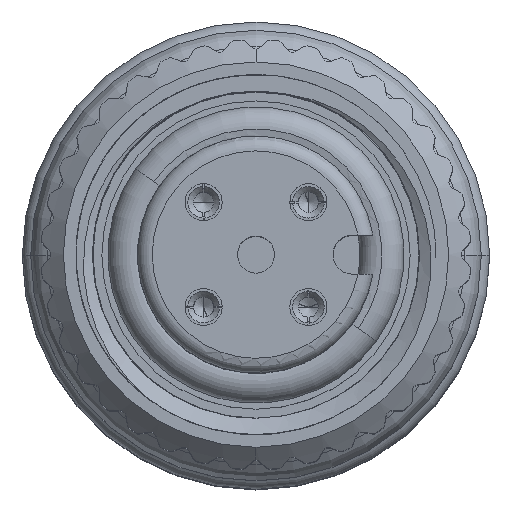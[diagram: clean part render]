
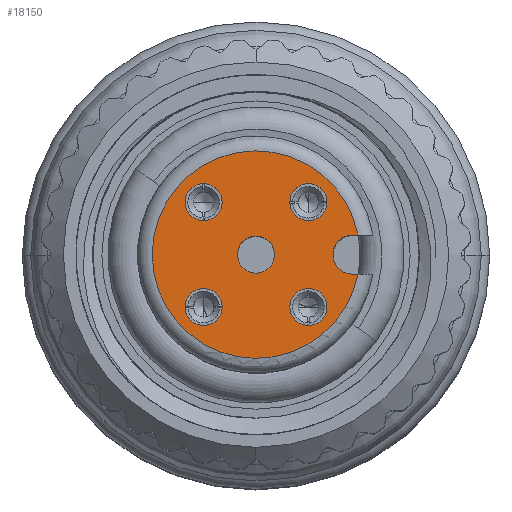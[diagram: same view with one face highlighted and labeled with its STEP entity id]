
A CAD part, top view. The second image highlights one B-rep face of the part: STEP entity #18150.
In plain terms, the highlighted planar face has unit normal (0, 0, 1).
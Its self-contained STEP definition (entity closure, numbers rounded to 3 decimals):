
#7031=CARTESIAN_POINT('',(3.437,0.66,0.));
#7037=CARTESIAN_POINT('',(0.,0.,0.));
#7038=DIRECTION('',(0.,0.,-1.));
#7039=DIRECTION('',(0.982,-0.189,0.));
#7040=AXIS2_PLACEMENT_3D('',#7037,#7038,#7039);
#7042=DIRECTION('',(-1.,0.,0.));
#7043=VECTOR('',#7042,0.177);
#7044=CARTESIAN_POINT('',(3.437,0.66,0.));
#7045=LINE('',#7044,#7043);
#7046=CARTESIAN_POINT('',(3.26,0.,0.));
#7047=DIRECTION('',(0.,0.,1.));
#7048=DIRECTION('',(0.,1.,0.));
#7049=AXIS2_PLACEMENT_3D('',#7046,#7047,#7048);
#7051=DIRECTION('',(1.,0.,0.));
#7052=VECTOR('',#7051,0.177);
#7053=CARTESIAN_POINT('',(3.26,-0.66,0.));
#7054=LINE('',#7053,#7052);
#7055=CARTESIAN_POINT('',(-1.768,1.768,0.));
#7056=DIRECTION('',(0.,0.,-1.));
#7057=DIRECTION('',(0.,-1.,0.));
#7058=AXIS2_PLACEMENT_3D('',#7055,#7056,#7057);
#7060=CARTESIAN_POINT('',(-1.768,1.768,0.));
#7061=DIRECTION('',(0.,0.,-1.));
#7062=DIRECTION('',(0.,1.,0.));
#7063=AXIS2_PLACEMENT_3D('',#7060,#7061,#7062);
#7065=CARTESIAN_POINT('',(1.768,1.768,0.));
#7066=DIRECTION('',(0.,0.,-1.));
#7067=DIRECTION('',(0.,-1.,0.));
#7068=AXIS2_PLACEMENT_3D('',#7065,#7066,#7067);
#7070=CARTESIAN_POINT('',(1.768,1.768,0.));
#7071=DIRECTION('',(0.,0.,-1.));
#7072=DIRECTION('',(0.,1.,0.));
#7073=AXIS2_PLACEMENT_3D('',#7070,#7071,#7072);
#7075=CARTESIAN_POINT('',(1.768,-1.768,0.));
#7076=DIRECTION('',(0.,0.,-1.));
#7077=DIRECTION('',(0.,-1.,0.));
#7078=AXIS2_PLACEMENT_3D('',#7075,#7076,#7077);
#7080=CARTESIAN_POINT('',(1.768,-1.768,0.));
#7081=DIRECTION('',(0.,0.,-1.));
#7082=DIRECTION('',(0.,1.,0.));
#7083=AXIS2_PLACEMENT_3D('',#7080,#7081,#7082);
#7085=CARTESIAN_POINT('',(-1.768,-1.768,0.));
#7086=DIRECTION('',(0.,0.,-1.));
#7087=DIRECTION('',(0.,-1.,0.));
#7088=AXIS2_PLACEMENT_3D('',#7085,#7086,#7087);
#7090=CARTESIAN_POINT('',(-1.768,-1.768,0.));
#7091=DIRECTION('',(0.,0.,-1.));
#7092=DIRECTION('',(0.,1.,0.));
#7093=AXIS2_PLACEMENT_3D('',#7090,#7091,#7092);
#7095=CARTESIAN_POINT('',(0.,0.,0.));
#7096=DIRECTION('',(0.,0.,1.));
#7097=DIRECTION('',(0.,1.,0.));
#7098=AXIS2_PLACEMENT_3D('',#7095,#7096,#7097);
#7100=CARTESIAN_POINT('',(0.,0.,0.));
#7101=DIRECTION('',(0.,0.,1.));
#7102=DIRECTION('',(0.,-1.,0.));
#7103=AXIS2_PLACEMENT_3D('',#7100,#7101,#7102);
#9636=CARTESIAN_POINT('',(3.26,0.66,0.));
#9637=CARTESIAN_POINT('',(3.26,-0.66,0.));
#9638=VERTEX_POINT('',#9636);
#9639=VERTEX_POINT('',#9637);
#9660=CARTESIAN_POINT('',(-1.768,1.143,0.));
#9661=CARTESIAN_POINT('',(-1.768,2.393,0.));
#9662=VERTEX_POINT('',#9660);
#9663=VERTEX_POINT('',#9661);
#9664=CARTESIAN_POINT('',(1.768,1.143,0.));
#9665=CARTESIAN_POINT('',(1.768,2.393,0.));
#9666=VERTEX_POINT('',#9664);
#9667=VERTEX_POINT('',#9665);
#9668=CARTESIAN_POINT('',(1.768,-2.393,0.));
#9669=CARTESIAN_POINT('',(1.768,-1.143,0.));
#9670=VERTEX_POINT('',#9668);
#9671=VERTEX_POINT('',#9669);
#9672=CARTESIAN_POINT('',(-1.768,-2.393,0.));
#9673=CARTESIAN_POINT('',(-1.768,-1.143,0.));
#9674=VERTEX_POINT('',#9672);
#9675=VERTEX_POINT('',#9673);
#9693=VERTEX_POINT('',#7031);
#9694=CARTESIAN_POINT('',(3.437,-0.66,0.));
#9695=VERTEX_POINT('',#9694);
#9711=CARTESIAN_POINT('',(0.,0.625,0.));
#9712=CARTESIAN_POINT('',(0.,-0.625,0.));
#9713=VERTEX_POINT('',#9711);
#9714=VERTEX_POINT('',#9712);
#18107=CARTESIAN_POINT('',(0.,0.,0.));
#18108=DIRECTION('',(0.,0.,-1.));
#18109=DIRECTION('',(0.,-1.,0.));
#18110=AXIS2_PLACEMENT_3D('',#18107,#18108,#18109);
#18111=PLANE('',#18110);
#18113=ORIENTED_EDGE('',*,*,#18112,.T.);
#18114=ORIENTED_EDGE('',*,*,#18085,.T.);
#18115=ORIENTED_EDGE('',*,*,#18098,.T.);
#18117=ORIENTED_EDGE('',*,*,#18116,.T.);
#18118=EDGE_LOOP('',(#18113,#18114,#18115,#18117));
#18119=FACE_OUTER_BOUND('',#18118,.F.);
#18121=ORIENTED_EDGE('',*,*,#18120,.F.);
#18123=ORIENTED_EDGE('',*,*,#18122,.F.);
#18124=EDGE_LOOP('',(#18121,#18123));
#18125=FACE_BOUND('',#18124,.F.);
#18127=ORIENTED_EDGE('',*,*,#18126,.F.);
#18129=ORIENTED_EDGE('',*,*,#18128,.F.);
#18130=EDGE_LOOP('',(#18127,#18129));
#18131=FACE_BOUND('',#18130,.F.);
#18133=ORIENTED_EDGE('',*,*,#18132,.F.);
#18135=ORIENTED_EDGE('',*,*,#18134,.F.);
#18136=EDGE_LOOP('',(#18133,#18135));
#18137=FACE_BOUND('',#18136,.F.);
#18139=ORIENTED_EDGE('',*,*,#18138,.F.);
#18141=ORIENTED_EDGE('',*,*,#18140,.F.);
#18142=EDGE_LOOP('',(#18139,#18141));
#18143=FACE_BOUND('',#18142,.F.);
#18145=ORIENTED_EDGE('',*,*,#18144,.T.);
#18147=ORIENTED_EDGE('',*,*,#18146,.T.);
#18148=EDGE_LOOP('',(#18145,#18147));
#18149=FACE_BOUND('',#18148,.F.);
#18150=ADVANCED_FACE('',(#18119,#18125,#18131,#18137,#18143,#18149),#18111,.F.);
#7041=CIRCLE('',#7040,3.5);
#7050=CIRCLE('',#7049,0.66);
#7059=CIRCLE('',#7058,0.625);
#7064=CIRCLE('',#7063,0.625);
#7069=CIRCLE('',#7068,0.625);
#7074=CIRCLE('',#7073,0.625);
#7079=CIRCLE('',#7078,0.625);
#7084=CIRCLE('',#7083,0.625);
#7089=CIRCLE('',#7088,0.625);
#7094=CIRCLE('',#7093,0.625);
#7099=CIRCLE('',#7098,0.625);
#7104=CIRCLE('',#7103,0.625);
#18085=EDGE_CURVE('',#9693,#9638,#7045,.T.);
#18098=EDGE_CURVE('',#9638,#9639,#7050,.T.);
#18112=EDGE_CURVE('',#9695,#9693,#7041,.T.);
#18116=EDGE_CURVE('',#9639,#9695,#7054,.T.);
#18120=EDGE_CURVE('',#9662,#9663,#7059,.T.);
#18122=EDGE_CURVE('',#9663,#9662,#7064,.T.);
#18126=EDGE_CURVE('',#9666,#9667,#7069,.T.);
#18128=EDGE_CURVE('',#9667,#9666,#7074,.T.);
#18132=EDGE_CURVE('',#9670,#9671,#7079,.T.);
#18134=EDGE_CURVE('',#9671,#9670,#7084,.T.);
#18138=EDGE_CURVE('',#9674,#9675,#7089,.T.);
#18140=EDGE_CURVE('',#9675,#9674,#7094,.T.);
#18144=EDGE_CURVE('',#9713,#9714,#7099,.T.);
#18146=EDGE_CURVE('',#9714,#9713,#7104,.T.);
